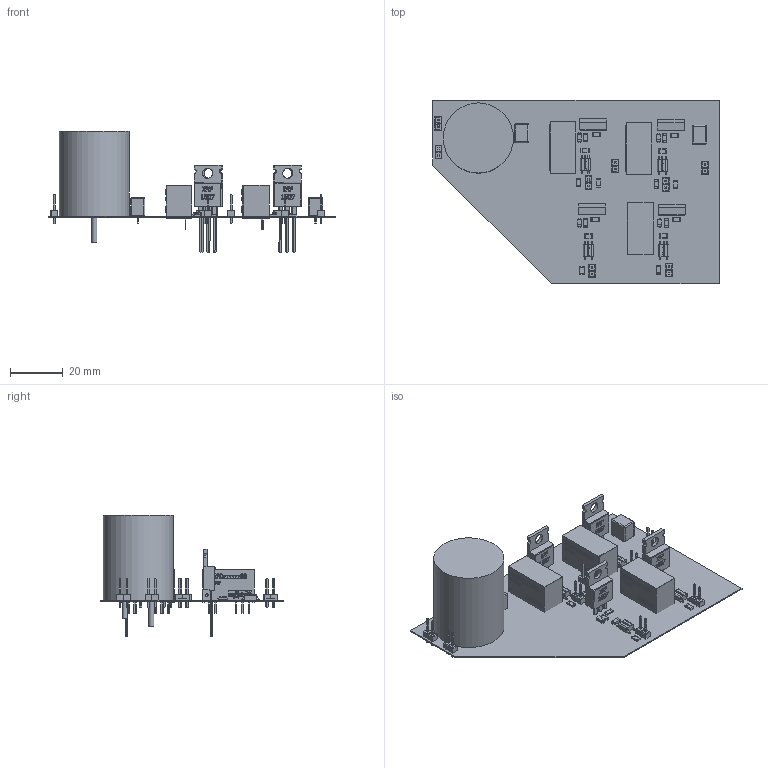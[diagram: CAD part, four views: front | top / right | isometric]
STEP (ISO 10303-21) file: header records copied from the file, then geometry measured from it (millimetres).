
FILE_DESCRIPTION(('Open CASCADE Model'),'2;1');
FILE_NAME('Open CASCADE Shape Model','2020-03-09T20:04:00',('Author'),( 'Open CASCADE'),'Open CASCADE STEP processor 6.8','Open CASCADE 6.8' ,'Unknown');
FILE_SCHEMA(('AUTOMOTIVE_DESIGN { 1 0 10303 214 1 1 1 1 }'));
Length unit declared in the file: millimetre
Products named in the file (60): PCB; Board; Open CASCADE STEP translator 6.8 2.1.1; Con19; User_Library-Header1x2; User_Library-Header1x2_Header1_1; X5; mps_dcdc_mgj2d_sc_a; X3; X1; U10; User_Library-TLP-152-1; U5; U4; U1; R26; User_Library-CR3216-1206; R25; R20; R19; R8; R7; R6; R5; R4; R3; R2; R1; Q8; User_Library-IRF1607_Transistors_MOSFET_N-Channel_TO-220AB; Q7; Q2; Q1; D8; CircuitWorks-SOD123; D7; D2; D1; Con11; Con10 ...
Assembly tree (95 placements, depth 4):
  PCB
    Board
      Open CASCADE STEP translator 6.8 2.1.1
    Con19
      User_Library-Header1x2
        User_Library-Header1x2_Header1_1  x2
    X5
      mps_dcdc_mgj2d_sc_a
    X3
      mps_dcdc_mgj2d_sc_a
    X1
      mps_dcdc_mgj2d_sc_a
    U10
      User_Library-TLP-152-1
    U5
      User_Library-TLP-152-1
    U4
      User_Library-TLP-152-1
    U1
      User_Library-TLP-152-1
    R26
      User_Library-CR3216-1206
    R25
      User_Library-CR3216-1206
    R20
      User_Library-CR3216-1206
    R19
      User_Library-CR3216-1206
    R8
      User_Library-CR3216-1206
    R7
      User_Library-CR3216-1206
    R6
      User_Library-CR3216-1206
    R5
      User_Library-CR3216-1206
    R4
      User_Library-CR3216-1206
    R3
      User_Library-CR3216-1206
    R2
      User_Library-CR3216-1206
    R1
      User_Library-CR3216-1206
    Q8
      User_Library-IRF1607_Transistors_MOSFET_N-Channel_TO-220AB
    Q7
      User_Library-IRF1607_Transistors_MOSFET_N-Channel_TO-220AB
    Q2
      User_Library-IRF1607_Transistors_MOSFET_N-Channel_TO-220AB
    Q1
      User_Library-IRF1607_Transistors_MOSFET_N-Channel_TO-220AB
    D8
      CircuitWorks-SOD123
    D7
      CircuitWorks-SOD123
    D2
      CircuitWorks-SOD123
    D1
      CircuitWorks-SOD123
Bounding box: 108.2 x 69.15 x 45.72 mm (x, y, z)
Volume: 25543.8 mm3; surface area: 28737.8 mm2
Topology: 190 solids, 190 shells, 4506 faces, 11757 edges, 7762 vertices
Faces by surface type: plane 3311, cylinder 697, bspline 486, sphere 12
Full cylindrical faces by diameter (mm): 0.7 x4, 1 x34, 1.38 x12, 1.9 x2, 2.1 x2, 26.5 x1
Entity records: 49798 total; most frequent: CARTESIAN_POINT 13393, ORIENTED_EDGE 6120, DIRECTION 5353, EDGE_CURVE 3060, LINE 2197, VECTOR 2197, VERTEX_POINT 2044, AXIS2_PLACEMENT_3D 1578
